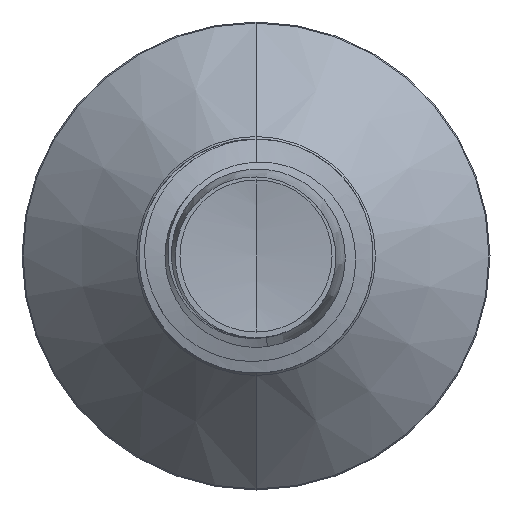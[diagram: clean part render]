
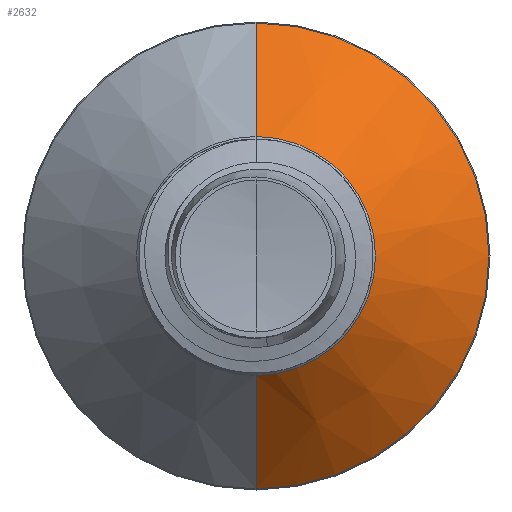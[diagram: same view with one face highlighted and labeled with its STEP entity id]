
A CAD part, front view. The second image highlights one B-rep face of the part: STEP entity #2632.
In plain terms, the highlighted conical face has half-angle 45 degrees and reference radius 2.042 mm.
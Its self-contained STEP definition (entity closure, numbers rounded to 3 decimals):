
#256 = VERTEX_POINT ( 'NONE', #7535 ) ;
#400 = ORIENTED_EDGE ( 'NONE', *, *, #6101, .F. ) ;
#998 = VERTEX_POINT ( 'NONE', #2011 ) ;
#1166 = DIRECTION ( 'NONE',  ( 0., 1., 0. ) ) ;
#1351 = CONICAL_SURFACE ( 'NONE', #13641, 2.042, 0.785 ) ;
#1517 = VECTOR ( 'NONE', #8653, 1000. ) ;
#1727 = FACE_OUTER_BOUND ( 'NONE', #15740, .T. ) ;
#2011 = CARTESIAN_POINT ( 'NONE',  ( 0., 5.342, -2.042 ) ) ;
#2632 = ADVANCED_FACE ( 'NONE', ( #1727 ), #1351, .T. ) ;
#2909 = VERTEX_POINT ( 'NONE', #14788 ) ;
#3106 = CARTESIAN_POINT ( 'NONE',  ( 0., 5.342, 2.042 ) ) ;
#5060 = EDGE_CURVE ( 'NONE', #256, #998, #12734, .T. ) ;
#5222 = LINE ( 'NONE', #11065, #1517 ) ;
#5447 = DIRECTION ( 'NONE',  ( 0., 1., 0. ) ) ;
#6101 = EDGE_CURVE ( 'NONE', #256, #2909, #7172, .T. ) ;
#6185 = CIRCLE ( 'NONE', #13751, 3.982 ) ;
#6275 = ORIENTED_EDGE ( 'NONE', *, *, #8041, .F. ) ;
#6992 = DIRECTION ( 'NONE',  ( 0., 1., 0. ) ) ;
#7002 = AXIS2_PLACEMENT_3D ( 'NONE', #14271, #6992, #15460 ) ;
#7172 = LINE ( 'NONE', #3106, #10459 ) ;
#7276 = EDGE_CURVE ( 'NONE', #998, #12299, #5222, .T. ) ;
#7535 = CARTESIAN_POINT ( 'NONE',  ( 0., 5.342, 2.042 ) ) ;
#8041 = EDGE_CURVE ( 'NONE', #2909, #12299, #6185, .T. ) ;
#8653 = DIRECTION ( 'NONE',  ( 0., 0.707, -0.707 ) ) ;
#10459 = VECTOR ( 'NONE', #10552, 1000. ) ;
#10536 = ORIENTED_EDGE ( 'NONE', *, *, #5060, .T. ) ;
#10552 = DIRECTION ( 'NONE',  ( 0., 0.707, 0.707 ) ) ;
#11065 = CARTESIAN_POINT ( 'NONE',  ( 0., 5.342, -2.042 ) ) ;
#11116 = DIRECTION ( 'NONE',  ( 0., 0., 1. ) ) ;
#12064 = ORIENTED_EDGE ( 'NONE', *, *, #7276, .T. ) ;
#12299 = VERTEX_POINT ( 'NONE', #14985 ) ;
#12734 = CIRCLE ( 'NONE', #7002, 2.042 ) ;
#12807 = CARTESIAN_POINT ( 'NONE',  ( 0., 7.282, 0. ) ) ;
#13453 = CARTESIAN_POINT ( 'NONE',  ( 0., 5.342, 0. ) ) ;
#13641 = AXIS2_PLACEMENT_3D ( 'NONE', #13453, #1166, #11116 ) ;
#13751 = AXIS2_PLACEMENT_3D ( 'NONE', #12807, #5447, #13977 ) ;
#13977 = DIRECTION ( 'NONE',  ( 0., 0., 1. ) ) ;
#14271 = CARTESIAN_POINT ( 'NONE',  ( 0., 5.342, 0. ) ) ;
#14788 = CARTESIAN_POINT ( 'NONE',  ( 0., 7.282, 3.982 ) ) ;
#14985 = CARTESIAN_POINT ( 'NONE',  ( 0., 7.282, -3.982 ) ) ;
#15460 = DIRECTION ( 'NONE',  ( 0., 0., 1. ) ) ;
#15740 = EDGE_LOOP ( 'NONE', ( #10536, #12064, #6275, #400 ) ) ;
